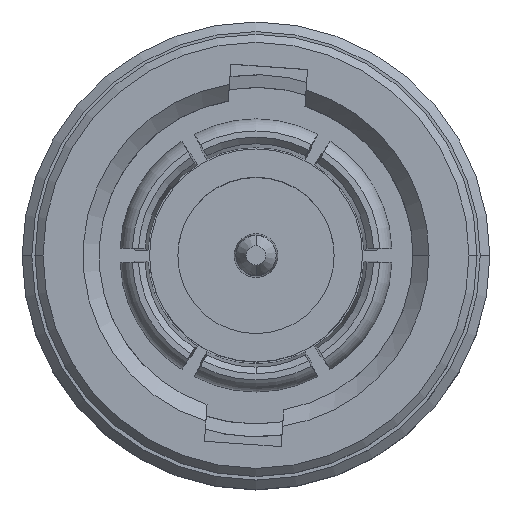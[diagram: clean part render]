
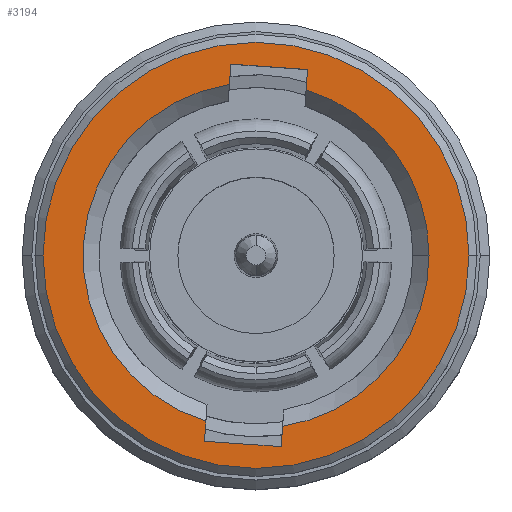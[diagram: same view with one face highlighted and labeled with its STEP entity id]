
A CAD part, top view. The second image highlights one B-rep face of the part: STEP entity #3194.
In plain terms, the highlighted planar face has unit normal (0, 0, 1).
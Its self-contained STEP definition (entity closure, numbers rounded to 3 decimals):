
#8 = DIRECTION ( 'NONE',  ( -0.998, 0.07, 0. ) ) ;
#10 = DIRECTION ( 'NONE',  ( 0., 0., -1. ) ) ;
#88 = VECTOR ( 'NONE', #4668, 1000. ) ;
#137 = ORIENTED_EDGE ( 'NONE', *, *, #4240, .F. ) ;
#182 = EDGE_LOOP ( 'NONE', ( #4043, #4036 ) ) ;
#212 = ORIENTED_EDGE ( 'NONE', *, *, #4638, .F. ) ;
#333 = DIRECTION ( 'NONE',  ( 1., 0., 0. ) ) ;
#368 = CARTESIAN_POINT ( 'NONE',  ( 0., 0., 0.85 ) ) ;
#369 = CARTESIAN_POINT ( 'NONE',  ( -1.609, -5.802, 0.85 ) ) ;
#405 = CARTESIAN_POINT ( 'NONE',  ( 1.609, 5.802, 0.85 ) ) ;
#450 = CIRCLE ( 'NONE', #883, 5.4 ) ;
#703 = DIRECTION ( 'NONE',  ( 1., 0., 0. ) ) ;
#745 = VECTOR ( 'NONE', #3707, 1000. ) ;
#747 = VERTEX_POINT ( 'NONE', #5638 ) ;
#762 = EDGE_CURVE ( 'NONE', #4962, #2423, #2310, .T. ) ;
#883 = AXIS2_PLACEMENT_3D ( 'NONE', #5936, #3119, #333 ) ;
#925 = FACE_OUTER_BOUND ( 'NONE', #182, .T. ) ;
#958 = VERTEX_POINT ( 'NONE', #1207 ) ;
#1154 = AXIS2_PLACEMENT_3D ( 'NONE', #2496, #5764, #2949 ) ;
#1162 = PLANE ( 'NONE',  #2066 ) ;
#1187 = EDGE_CURVE ( 'NONE', #4632, #2862, #3851, .T. ) ;
#1207 = CARTESIAN_POINT ( 'NONE',  ( 5.4, 0., 0.85 ) ) ;
#1256 = EDGE_LOOP ( 'NONE', ( #2683, #5576, #3199, #5456, #2896, #137, #5075, #212, #1566 ) ) ;
#1566 = ORIENTED_EDGE ( 'NONE', *, *, #1893, .F. ) ;
#1619 = CARTESIAN_POINT ( 'NONE',  ( -1.564, -5.168, 0.85 ) ) ;
#1636 = CARTESIAN_POINT ( 'NONE',  ( 0., 0., 0.85 ) ) ;
#1860 = CARTESIAN_POINT ( 'NONE',  ( -1.528, -4.656, 0.85 ) ) ;
#1893 = EDGE_CURVE ( 'NONE', #2862, #5987, #3668, .T. ) ;
#1922 = EDGE_CURVE ( 'NONE', #2423, #4632, #4319, .T. ) ;
#1923 = VERTEX_POINT ( 'NONE', #4180 ) ;
#2066 = AXIS2_PLACEMENT_3D ( 'NONE', #2806, #10, #5164 ) ;
#2161 = LINE ( 'NONE', #369, #4648 ) ;
#2181 = FACE_BOUND ( 'NONE', #1256, .T. ) ;
#2266 = CIRCLE ( 'NONE', #5935, 6.65 ) ;
#2310 = LINE ( 'NONE', #2801, #3556 ) ;
#2423 = VERTEX_POINT ( 'NONE', #3968 ) ;
#2496 = CARTESIAN_POINT ( 'NONE',  ( 0., 0., 0.85 ) ) ;
#2537 = DIRECTION ( 'NONE',  ( 0.998, -0.07, 0. ) ) ;
#2568 = EDGE_CURVE ( 'NONE', #5220, #2594, #2266, .T. ) ;
#2594 = VERTEX_POINT ( 'NONE', #4192 ) ;
#2683 = ORIENTED_EDGE ( 'NONE', *, *, #1187, .F. ) ;
#2686 = EDGE_CURVE ( 'NONE', #5158, #1923, #4313, .T. ) ;
#2801 = CARTESIAN_POINT ( 'NONE',  ( -0.786, 5.969, 0.85 ) ) ;
#2806 = CARTESIAN_POINT ( 'NONE',  ( 0., 0., 0.85 ) ) ;
#2862 = VERTEX_POINT ( 'NONE', #1619 ) ;
#2890 = CARTESIAN_POINT ( 'NONE',  ( -6.65, 0., 0.85 ) ) ;
#2896 = ORIENTED_EDGE ( 'NONE', *, *, #5519, .F. ) ;
#2908 = DIRECTION ( 'NONE',  ( 0., 0., 1. ) ) ;
#2949 = DIRECTION ( 'NONE',  ( -1., 0., 0. ) ) ;
#3004 = CARTESIAN_POINT ( 'NONE',  ( -0.83, 5.336, 0.85 ) ) ;
#3061 = CIRCLE ( 'NONE', #1154, 6.65 ) ;
#3110 = CARTESIAN_POINT ( 'NONE',  ( 0., 0., 0.85 ) ) ;
#3119 = DIRECTION ( 'NONE',  ( 0., 0., 1. ) ) ;
#3194 = ADVANCED_FACE ( 'NONE', ( #2181, #925 ), #1162, .F. ) ;
#3199 = ORIENTED_EDGE ( 'NONE', *, *, #762, .F. ) ;
#3526 = CARTESIAN_POINT ( 'NONE',  ( -1.609, -5.802, 0.85 ) ) ;
#3556 = VECTOR ( 'NONE', #8, 1000. ) ;
#3643 = AXIS2_PLACEMENT_3D ( 'NONE', #368, #2908, #4106 ) ;
#3668 = LINE ( 'NONE', #1860, #88 ) ;
#3675 = DIRECTION ( 'NONE',  ( 0.07, 0.998, 0. ) ) ;
#3700 = EDGE_CURVE ( 'NONE', #747, #4962, #3987, .T. ) ;
#3707 = DIRECTION ( 'NONE',  ( -0.07, -0.998, 0. ) ) ;
#3754 = CARTESIAN_POINT ( 'NONE',  ( 0.786, -5.969, 0.85 ) ) ;
#3832 = AXIS2_PLACEMENT_3D ( 'NONE', #1636, #3970, #703 ) ;
#3851 = CIRCLE ( 'NONE', #3832, 5.4 ) ;
#3924 = CIRCLE ( 'NONE', #3643, 5.4 ) ;
#3968 = CARTESIAN_POINT ( 'NONE',  ( -0.786, 5.969, 0.85 ) ) ;
#3970 = DIRECTION ( 'NONE',  ( 0., 0., 1. ) ) ;
#3987 = LINE ( 'NONE', #405, #5252 ) ;
#3997 = DIRECTION ( 'NONE',  ( 0., 0., 1. ) ) ;
#4036 = ORIENTED_EDGE ( 'NONE', *, *, #5815, .T. ) ;
#4043 = ORIENTED_EDGE ( 'NONE', *, *, #2568, .T. ) ;
#4106 = DIRECTION ( 'NONE',  ( 1., 0., 0. ) ) ;
#4180 = CARTESIAN_POINT ( 'NONE',  ( 0.83, -5.336, 0.85 ) ) ;
#4192 = CARTESIAN_POINT ( 'NONE',  ( 6.65, 0., 0.85 ) ) ;
#4240 = EDGE_CURVE ( 'NONE', #1923, #958, #3924, .T. ) ;
#4313 = LINE ( 'NONE', #5432, #5428 ) ;
#4319 = LINE ( 'NONE', #4643, #745 ) ;
#4632 = VERTEX_POINT ( 'NONE', #3004 ) ;
#4638 = EDGE_CURVE ( 'NONE', #5987, #5158, #2161, .T. ) ;
#4643 = CARTESIAN_POINT ( 'NONE',  ( -0.866, 4.823, 0.85 ) ) ;
#4648 = VECTOR ( 'NONE', #2537, 1000. ) ;
#4668 = DIRECTION ( 'NONE',  ( -0.07, -0.998, 0. ) ) ;
#4962 = VERTEX_POINT ( 'NONE', #5625 ) ;
#5075 = ORIENTED_EDGE ( 'NONE', *, *, #2686, .F. ) ;
#5158 = VERTEX_POINT ( 'NONE', #3754 ) ;
#5164 = DIRECTION ( 'NONE',  ( -1., 0., 0. ) ) ;
#5220 = VERTEX_POINT ( 'NONE', #2890 ) ;
#5252 = VECTOR ( 'NONE', #3675, 1000. ) ;
#5400 = DIRECTION ( 'NONE',  ( 0.07, 0.998, 0. ) ) ;
#5428 = VECTOR ( 'NONE', #5400, 1000. ) ;
#5432 = CARTESIAN_POINT ( 'NONE',  ( 0.866, -4.823, 0.85 ) ) ;
#5456 = ORIENTED_EDGE ( 'NONE', *, *, #3700, .F. ) ;
#5519 = EDGE_CURVE ( 'NONE', #958, #747, #450, .T. ) ;
#5576 = ORIENTED_EDGE ( 'NONE', *, *, #1922, .F. ) ;
#5625 = CARTESIAN_POINT ( 'NONE',  ( 1.609, 5.802, 0.85 ) ) ;
#5638 = CARTESIAN_POINT ( 'NONE',  ( 1.564, 5.168, 0.85 ) ) ;
#5764 = DIRECTION ( 'NONE',  ( 0., 0., 1. ) ) ;
#5815 = EDGE_CURVE ( 'NONE', #2594, #5220, #3061, .T. ) ;
#5935 = AXIS2_PLACEMENT_3D ( 'NONE', #3110, #3997, #6036 ) ;
#5936 = CARTESIAN_POINT ( 'NONE',  ( 0., 0., 0.85 ) ) ;
#5987 = VERTEX_POINT ( 'NONE', #3526 ) ;
#6036 = DIRECTION ( 'NONE',  ( -1., 0., 0. ) ) ;
